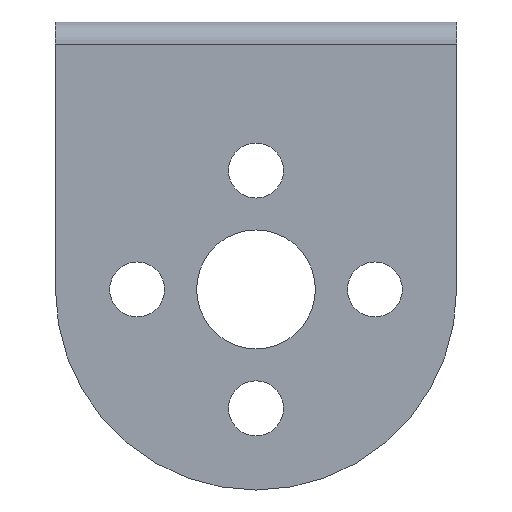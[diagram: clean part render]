
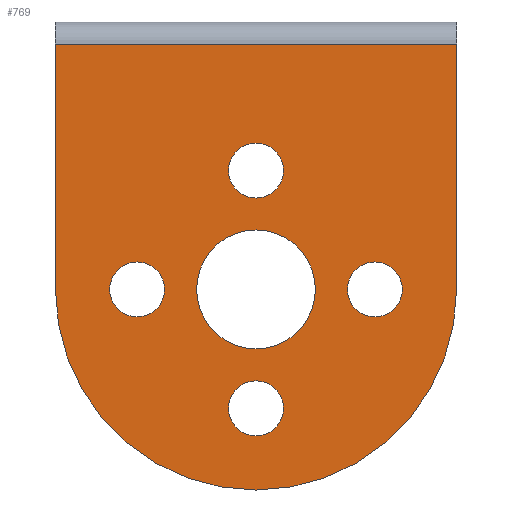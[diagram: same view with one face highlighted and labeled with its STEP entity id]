
A CAD part, front view. The second image highlights one B-rep face of the part: STEP entity #769.
In plain terms, the highlighted planar face has unit normal (0, -1, 0).
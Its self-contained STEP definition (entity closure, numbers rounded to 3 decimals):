
#1 = DIRECTION ( 'NONE',  ( 0., -1., 0. ) ) ;
#12 = ORIENTED_EDGE ( 'NONE', *, *, #385, .F. ) ;
#18 = VECTOR ( 'NONE', #570, 1000. ) ;
#20 = CARTESIAN_POINT ( 'NONE',  ( -8., 0., -19.85 ) ) ;
#44 = EDGE_CURVE ( 'NONE', #902, #529, #240, .T. ) ;
#46 = DIRECTION ( 'NONE',  ( 0., -1., 0. ) ) ;
#65 = EDGE_CURVE ( 'NONE', #611, #412, #646, .T. ) ;
#66 = DIRECTION ( 'NONE',  ( 0., -1., 0. ) ) ;
#91 = CIRCLE ( 'NONE', #904, 13.5 ) ;
#123 = VERTEX_POINT ( 'NONE', #1035 ) ;
#127 = EDGE_CURVE ( 'NONE', #412, #611, #434, .T. ) ;
#128 = FACE_BOUND ( 'NONE', #193, .T. ) ;
#133 = CARTESIAN_POINT ( 'NONE',  ( -13.5, 0., -1.5 ) ) ;
#134 = ORIENTED_EDGE ( 'NONE', *, *, #65, .F. ) ;
#138 = DIRECTION ( 'NONE',  ( 0., 0., -1. ) ) ;
#144 = FACE_BOUND ( 'NONE', #1000, .T. ) ;
#148 = PLANE ( 'NONE',  #995 ) ;
#150 = CARTESIAN_POINT ( 'NONE',  ( 0., 0., -10. ) ) ;
#156 = CIRCLE ( 'NONE', #884, 1.85 ) ;
#162 = ORIENTED_EDGE ( 'NONE', *, *, #761, .F. ) ;
#165 = ORIENTED_EDGE ( 'NONE', *, *, #600, .F. ) ;
#179 = AXIS2_PLACEMENT_3D ( 'NONE', #930, #464, #138 ) ;
#193 = EDGE_LOOP ( 'NONE', ( #12, #247 ) ) ;
#199 = CIRCLE ( 'NONE', #943, 1.85 ) ;
#215 = EDGE_CURVE ( 'NONE', #902, #502, #722, .T. ) ;
#220 = ORIENTED_EDGE ( 'NONE', *, *, #512, .F. ) ;
#230 = ORIENTED_EDGE ( 'NONE', *, *, #215, .F. ) ;
#237 = CARTESIAN_POINT ( 'NONE',  ( -13.5, 0., 0. ) ) ;
#239 = EDGE_CURVE ( 'NONE', #776, #531, #486, .T. ) ;
#240 = LINE ( 'NONE', #871, #18 ) ;
#245 = ORIENTED_EDGE ( 'NONE', *, *, #703, .F. ) ;
#247 = ORIENTED_EDGE ( 'NONE', *, *, #802, .F. ) ;
#262 = DIRECTION ( 'NONE',  ( 0., -1., 0. ) ) ;
#263 = CARTESIAN_POINT ( 'NONE',  ( -13.5, 0., 0. ) ) ;
#287 = CIRCLE ( 'NONE', #671, 1.85 ) ;
#303 = CARTESIAN_POINT ( 'NONE',  ( 0., 0., -26. ) ) ;
#335 = FACE_BOUND ( 'NONE', #814, .T. ) ;
#337 = ORIENTED_EDGE ( 'NONE', *, *, #239, .F. ) ;
#338 = DIRECTION ( 'NONE',  ( 0., 0., -1. ) ) ;
#339 = CARTESIAN_POINT ( 'NONE',  ( -8., 0., -18. ) ) ;
#344 = VERTEX_POINT ( 'NONE', #849 ) ;
#350 = VERTEX_POINT ( 'NONE', #20 ) ;
#352 = AXIS2_PLACEMENT_3D ( 'NONE', #339, #895, #723 ) ;
#354 = ORIENTED_EDGE ( 'NONE', *, *, #127, .F. ) ;
#355 = DIRECTION ( 'NONE',  ( 0., 0., -1. ) ) ;
#364 = EDGE_LOOP ( 'NONE', ( #230, #875, #389, #1038 ) ) ;
#385 = EDGE_CURVE ( 'NONE', #344, #846, #967, .T. ) ;
#389 = ORIENTED_EDGE ( 'NONE', *, *, #794, .T. ) ;
#391 = AXIS2_PLACEMENT_3D ( 'NONE', #882, #487, #576 ) ;
#409 = VECTOR ( 'NONE', #338, 1000. ) ;
#412 = VERTEX_POINT ( 'NONE', #699 ) ;
#432 = FACE_BOUND ( 'NONE', #649, .T. ) ;
#434 = CIRCLE ( 'NONE', #841, 1.85 ) ;
#464 = DIRECTION ( 'NONE',  ( 0., -1., 0. ) ) ;
#477 = CARTESIAN_POINT ( 'NONE',  ( -13.5, 0., -18. ) ) ;
#481 = DIRECTION ( 'NONE',  ( 0., -1., 0. ) ) ;
#486 = CIRCLE ( 'NONE', #1022, 4. ) ;
#487 = DIRECTION ( 'NONE',  ( 0., -1., 0. ) ) ;
#494 = CARTESIAN_POINT ( 'NONE',  ( 0., 0., -18. ) ) ;
#502 = VERTEX_POINT ( 'NONE', #621 ) ;
#506 = FACE_BOUND ( 'NONE', #709, .T. ) ;
#512 = EDGE_CURVE ( 'NONE', #531, #776, #988, .T. ) ;
#529 = VERTEX_POINT ( 'NONE', #133 ) ;
#531 = VERTEX_POINT ( 'NONE', #706 ) ;
#561 = VERTEX_POINT ( 'NONE', #477 ) ;
#563 = DIRECTION ( 'NONE',  ( 0., 0., -1. ) ) ;
#570 = DIRECTION ( 'NONE',  ( -1., 0., 0. ) ) ;
#573 = ORIENTED_EDGE ( 'NONE', *, *, #601, .F. ) ;
#574 = DIRECTION ( 'NONE',  ( 0., 0., -1. ) ) ;
#576 = DIRECTION ( 'NONE',  ( 0., 0., -1. ) ) ;
#579 = DIRECTION ( 'NONE',  ( 0., 0., -1. ) ) ;
#583 = CARTESIAN_POINT ( 'NONE',  ( 0., 0., -22. ) ) ;
#591 = CARTESIAN_POINT ( 'NONE',  ( 8., 0., -18. ) ) ;
#592 = VERTEX_POINT ( 'NONE', #633 ) ;
#595 = CARTESIAN_POINT ( 'NONE',  ( 8., 0., -16.15 ) ) ;
#600 = EDGE_CURVE ( 'NONE', #123, #998, #156, .T. ) ;
#601 = EDGE_CURVE ( 'NONE', #998, #123, #199, .T. ) ;
#611 = VERTEX_POINT ( 'NONE', #788 ) ;
#621 = CARTESIAN_POINT ( 'NONE',  ( 13.5, 0., -18. ) ) ;
#633 = CARTESIAN_POINT ( 'NONE',  ( -8., 0., -16.15 ) ) ;
#646 = CIRCLE ( 'NONE', #946, 1.85 ) ;
#649 = EDGE_LOOP ( 'NONE', ( #134, #354 ) ) ;
#656 = DIRECTION ( 'NONE',  ( 0., -1., 0. ) ) ;
#671 = AXIS2_PLACEMENT_3D ( 'NONE', #591, #262, #355 ) ;
#674 = EDGE_CURVE ( 'NONE', #561, #502, #91, .T. ) ;
#693 = VECTOR ( 'NONE', #827, 1000. ) ;
#696 = DIRECTION ( 'NONE',  ( 0., -1., 0. ) ) ;
#699 = CARTESIAN_POINT ( 'NONE',  ( 0., 0., -8.15 ) ) ;
#703 = EDGE_CURVE ( 'NONE', #350, #592, #820, .T. ) ;
#706 = CARTESIAN_POINT ( 'NONE',  ( 0., 0., -14. ) ) ;
#709 = EDGE_LOOP ( 'NONE', ( #245, #162 ) ) ;
#714 = DIRECTION ( 'NONE',  ( 0., -1., 0. ) ) ;
#719 = CARTESIAN_POINT ( 'NONE',  ( 0., 0., -18. ) ) ;
#722 = LINE ( 'NONE', #969, #409 ) ;
#723 = DIRECTION ( 'NONE',  ( 0., 0., -1. ) ) ;
#749 = DIRECTION ( 'NONE',  ( 0., -1., 0. ) ) ;
#761 = EDGE_CURVE ( 'NONE', #592, #350, #955, .T. ) ;
#769 = ADVANCED_FACE ( 'NONE', ( #432, #335, #506, #128, #144, #1042 ), #148, .T. ) ;
#776 = VERTEX_POINT ( 'NONE', #583 ) ;
#784 = CARTESIAN_POINT ( 'NONE',  ( 0., 0., -26. ) ) ;
#788 = CARTESIAN_POINT ( 'NONE',  ( 0., 0., -11.85 ) ) ;
#794 = EDGE_CURVE ( 'NONE', #529, #561, #906, .T. ) ;
#802 = EDGE_CURVE ( 'NONE', #846, #344, #287, .T. ) ;
#808 = DIRECTION ( 'NONE',  ( 0., 0., -1. ) ) ;
#814 = EDGE_LOOP ( 'NONE', ( #573, #165 ) ) ;
#820 = CIRCLE ( 'NONE', #352, 1.85 ) ;
#827 = DIRECTION ( 'NONE',  ( 0., 0., -1. ) ) ;
#828 = CARTESIAN_POINT ( 'NONE',  ( 0., 0., -27.85 ) ) ;
#829 = CARTESIAN_POINT ( 'NONE',  ( 13.5, 0., -1.5 ) ) ;
#841 = AXIS2_PLACEMENT_3D ( 'NONE', #150, #66, #808 ) ;
#846 = VERTEX_POINT ( 'NONE', #595 ) ;
#849 = CARTESIAN_POINT ( 'NONE',  ( 8., 0., -19.85 ) ) ;
#854 = CARTESIAN_POINT ( 'NONE',  ( 8., 0., -18. ) ) ;
#869 = AXIS2_PLACEMENT_3D ( 'NONE', #854, #696, #1018 ) ;
#871 = CARTESIAN_POINT ( 'NONE',  ( -13.5, 0., -1.5 ) ) ;
#875 = ORIENTED_EDGE ( 'NONE', *, *, #44, .T. ) ;
#877 = DIRECTION ( 'NONE',  ( 0., 0., -1. ) ) ;
#882 = CARTESIAN_POINT ( 'NONE',  ( -8., 0., -18. ) ) ;
#884 = AXIS2_PLACEMENT_3D ( 'NONE', #784, #46, #1026 ) ;
#885 = CARTESIAN_POINT ( 'NONE',  ( 0., 0., -10. ) ) ;
#895 = DIRECTION ( 'NONE',  ( 0., -1., 0. ) ) ;
#902 = VERTEX_POINT ( 'NONE', #829 ) ;
#904 = AXIS2_PLACEMENT_3D ( 'NONE', #719, #656, #877 ) ;
#906 = LINE ( 'NONE', #263, #693 ) ;
#930 = CARTESIAN_POINT ( 'NONE',  ( 0., 0., -18. ) ) ;
#943 = AXIS2_PLACEMENT_3D ( 'NONE', #303, #481, #563 ) ;
#946 = AXIS2_PLACEMENT_3D ( 'NONE', #885, #714, #951 ) ;
#951 = DIRECTION ( 'NONE',  ( 0., 0., -1. ) ) ;
#955 = CIRCLE ( 'NONE', #391, 1.85 ) ;
#967 = CIRCLE ( 'NONE', #869, 1.85 ) ;
#969 = CARTESIAN_POINT ( 'NONE',  ( 13.5, 0., 0. ) ) ;
#988 = CIRCLE ( 'NONE', #179, 4. ) ;
#995 = AXIS2_PLACEMENT_3D ( 'NONE', #237, #749, #579 ) ;
#998 = VERTEX_POINT ( 'NONE', #828 ) ;
#1000 = EDGE_LOOP ( 'NONE', ( #337, #220 ) ) ;
#1018 = DIRECTION ( 'NONE',  ( 0., 0., -1. ) ) ;
#1022 = AXIS2_PLACEMENT_3D ( 'NONE', #494, #1, #574 ) ;
#1026 = DIRECTION ( 'NONE',  ( 0., 0., -1. ) ) ;
#1035 = CARTESIAN_POINT ( 'NONE',  ( 0., 0., -24.15 ) ) ;
#1038 = ORIENTED_EDGE ( 'NONE', *, *, #674, .T. ) ;
#1042 = FACE_OUTER_BOUND ( 'NONE', #364, .T. ) ;
